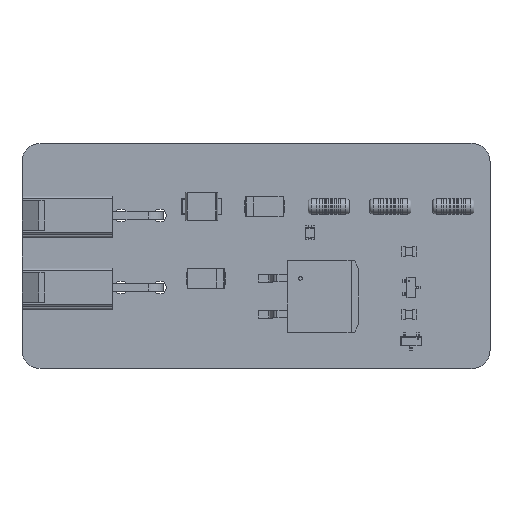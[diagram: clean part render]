
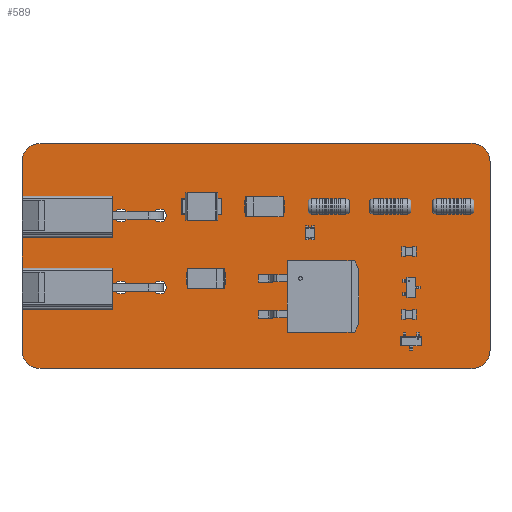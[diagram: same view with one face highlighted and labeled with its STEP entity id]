
A CAD part, top view. The second image highlights one B-rep face of the part: STEP entity #589.
In plain terms, the highlighted planar face has unit normal (0, 0, 1).
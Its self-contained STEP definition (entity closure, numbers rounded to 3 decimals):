
#108 = VERTEX_POINT('',#109);
#109 = CARTESIAN_POINT('',(2.54,12.7,0.411));
#115 = EDGE_CURVE('',#108,#116,#118,.T.);
#116 = VERTEX_POINT('',#117);
#117 = CARTESIAN_POINT('',(0.,15.24,0.411));
#118 = CIRCLE('',#119,2.54);
#119 = AXIS2_PLACEMENT_3D('',#120,#121,#122);
#120 = CARTESIAN_POINT('',(2.54,15.24,0.411));
#121 = DIRECTION('',(0.,0.,-1.));
#122 = DIRECTION('',(0.,-1.,0.));
#148 = EDGE_CURVE('',#116,#149,#151,.T.);
#149 = VERTEX_POINT('',#150);
#150 = CARTESIAN_POINT('',(0.,41.91,0.411)
  );
#151 = LINE('',#152,#153);
#152 = CARTESIAN_POINT('',(0.,15.24,0.411));
#153 = VECTOR('',#154,1.);
#154 = DIRECTION('',(0.,1.,0.));
#179 = EDGE_CURVE('',#149,#180,#182,.T.);
#180 = VERTEX_POINT('',#181);
#181 = CARTESIAN_POINT('',(2.54,44.45,0.411));
#182 = CIRCLE('',#183,2.54);
#183 = AXIS2_PLACEMENT_3D('',#184,#185,#186);
#184 = CARTESIAN_POINT('',(2.54,41.91,0.411));
#185 = DIRECTION('',(0.,0.,-1.));
#186 = DIRECTION('',(-1.,0.,0.));
#212 = EDGE_CURVE('',#180,#213,#215,.T.);
#213 = VERTEX_POINT('',#214);
#214 = CARTESIAN_POINT('',(63.5,44.45,0.411));
#215 = LINE('',#216,#217);
#216 = CARTESIAN_POINT('',(2.54,44.45,0.411));
#217 = VECTOR('',#218,1.);
#218 = DIRECTION('',(1.,0.,0.));
#243 = EDGE_CURVE('',#213,#244,#246,.T.);
#244 = VERTEX_POINT('',#245);
#245 = CARTESIAN_POINT('',(66.04,41.91,0.411));
#246 = CIRCLE('',#247,2.54);
#247 = AXIS2_PLACEMENT_3D('',#248,#249,#250);
#248 = CARTESIAN_POINT('',(63.5,41.91,0.411));
#249 = DIRECTION('',(0.,0.,-1.));
#250 = DIRECTION('',(0.,1.,0.));
#276 = EDGE_CURVE('',#244,#277,#279,.T.);
#277 = VERTEX_POINT('',#278);
#278 = CARTESIAN_POINT('',(66.04,15.24,0.411));
#279 = LINE('',#280,#281);
#280 = CARTESIAN_POINT('',(66.04,41.91,0.411));
#281 = VECTOR('',#282,1.);
#282 = DIRECTION('',(0.,-1.,0.));
#307 = EDGE_CURVE('',#277,#308,#310,.T.);
#308 = VERTEX_POINT('',#309);
#309 = CARTESIAN_POINT('',(63.5,12.7,0.411));
#310 = CIRCLE('',#311,2.54);
#311 = AXIS2_PLACEMENT_3D('',#312,#313,#314);
#312 = CARTESIAN_POINT('',(63.5,15.24,0.411));
#313 = DIRECTION('',(0.,0.,-1.));
#314 = DIRECTION('',(1.,0.,0.));
#340 = EDGE_CURVE('',#308,#108,#341,.T.);
#341 = LINE('',#342,#343);
#342 = CARTESIAN_POINT('',(63.5,12.7,0.411));
#343 = VECTOR('',#344,1.);
#344 = DIRECTION('',(-1.,0.,0.));
#364 = VERTEX_POINT('',#365);
#365 = CARTESIAN_POINT('',(8.195,24.13,0.411));
#371 = EDGE_CURVE('',#364,#364,#372,.T.);
#372 = CIRCLE('',#373,1.525);
#373 = AXIS2_PLACEMENT_3D('',#374,#375,#376);
#374 = CARTESIAN_POINT('',(6.67,24.13,0.411));
#375 = DIRECTION('',(0.,0.,1.));
#376 = DIRECTION('',(1.,0.,0.));
#397 = VERTEX_POINT('',#398);
#398 = CARTESIAN_POINT('',(8.192,34.29,0.411));
#404 = EDGE_CURVE('',#397,#397,#405,.T.);
#405 = CIRCLE('',#406,1.525);
#406 = AXIS2_PLACEMENT_3D('',#407,#408,#409);
#407 = CARTESIAN_POINT('',(6.667,34.29,0.411));
#408 = DIRECTION('',(0.,0.,1.));
#409 = DIRECTION('',(1.,0.,0.));
#430 = VERTEX_POINT('',#431);
#431 = CARTESIAN_POINT('',(14.867,34.29,0.411));
#437 = EDGE_CURVE('',#430,#430,#438,.T.);
#438 = CIRCLE('',#439,0.9);
#439 = AXIS2_PLACEMENT_3D('',#440,#441,#442);
#440 = CARTESIAN_POINT('',(13.967,34.29,0.411));
#441 = DIRECTION('',(0.,0.,1.));
#442 = DIRECTION('',(1.,0.,0.));
#463 = VERTEX_POINT('',#464);
#464 = CARTESIAN_POINT('',(14.87,24.13,0.411));
#470 = EDGE_CURVE('',#463,#463,#471,.T.);
#471 = CIRCLE('',#472,0.9);
#472 = AXIS2_PLACEMENT_3D('',#473,#474,#475);
#473 = CARTESIAN_POINT('',(13.97,24.13,0.411));
#474 = DIRECTION('',(0.,0.,1.));
#475 = DIRECTION('',(1.,0.,0.));
#496 = VERTEX_POINT('',#497);
#497 = CARTESIAN_POINT('',(20.367,34.29,0.411));
#503 = EDGE_CURVE('',#496,#496,#504,.T.);
#504 = CIRCLE('',#505,0.9);
#505 = AXIS2_PLACEMENT_3D('',#506,#507,#508);
#506 = CARTESIAN_POINT('',(19.467,34.29,0.411));
#507 = DIRECTION('',(0.,0.,1.));
#508 = DIRECTION('',(1.,0.,0.));
#529 = VERTEX_POINT('',#530);
#530 = CARTESIAN_POINT('',(20.37,24.13,0.411));
#536 = EDGE_CURVE('',#529,#529,#537,.T.);
#537 = CIRCLE('',#538,0.9);
#538 = AXIS2_PLACEMENT_3D('',#539,#540,#541);
#539 = CARTESIAN_POINT('',(19.47,24.13,0.411));
#540 = DIRECTION('',(0.,0.,1.));
#541 = DIRECTION('',(1.,0.,0.));
#589 = ADVANCED_FACE('',(#590,#600,#603,#606,#609,#612,#615),#618,.T.);
#590 = FACE_BOUND('',#591,.F.);
#591 = EDGE_LOOP('',(#592,#593,#594,#595,#596,#597,#598,#599));
#592 = ORIENTED_EDGE('',*,*,#115,.T.);
#593 = ORIENTED_EDGE('',*,*,#148,.T.);
#594 = ORIENTED_EDGE('',*,*,#179,.T.);
#595 = ORIENTED_EDGE('',*,*,#212,.T.);
#596 = ORIENTED_EDGE('',*,*,#243,.T.);
#597 = ORIENTED_EDGE('',*,*,#276,.T.);
#598 = ORIENTED_EDGE('',*,*,#307,.T.);
#599 = ORIENTED_EDGE('',*,*,#340,.T.);
#600 = FACE_BOUND('',#601,.T.);
#601 = EDGE_LOOP('',(#602));
#602 = ORIENTED_EDGE('',*,*,#371,.F.);
#603 = FACE_BOUND('',#604,.T.);
#604 = EDGE_LOOP('',(#605));
#605 = ORIENTED_EDGE('',*,*,#404,.F.);
#606 = FACE_BOUND('',#607,.T.);
#607 = EDGE_LOOP('',(#608));
#608 = ORIENTED_EDGE('',*,*,#437,.F.);
#609 = FACE_BOUND('',#610,.T.);
#610 = EDGE_LOOP('',(#611));
#611 = ORIENTED_EDGE('',*,*,#470,.F.);
#612 = FACE_BOUND('',#613,.T.);
#613 = EDGE_LOOP('',(#614));
#614 = ORIENTED_EDGE('',*,*,#503,.F.);
#615 = FACE_BOUND('',#616,.T.);
#616 = EDGE_LOOP('',(#617));
#617 = ORIENTED_EDGE('',*,*,#536,.F.);
#618 = PLANE('',#619);
#619 = AXIS2_PLACEMENT_3D('',#620,#621,#622);
#620 = CARTESIAN_POINT('',(2.54,12.7,0.411));
#621 = DIRECTION('',(0.,0.,1.));
#622 = DIRECTION('',(1.,0.,0.));
